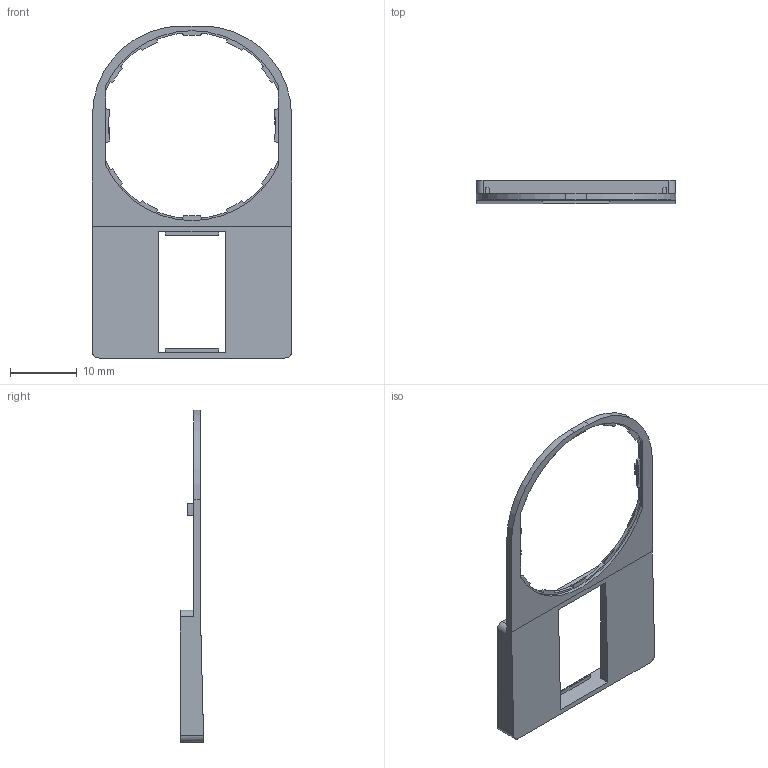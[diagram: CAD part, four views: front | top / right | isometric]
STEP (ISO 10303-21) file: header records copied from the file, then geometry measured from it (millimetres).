
FILE_DESCRIPTION((''),'2;1');
FILE_NAME('QGH8296001_PRT','2018-06-11T',('pdmlink'),('Schneider-Electric'),'PRO/ENGINEER BY PARAMETRIC TECHNOLOGY CORPORATION, 2015440','PRO/ENGINEER BY PARAMETRIC TECHNOLOGY CORPORATION, 2015440','');
FILE_SCHEMA(('CONFIG_CONTROL_DESIGN'));
Length unit declared in the file: millimetre
Products named in the file (1): QGH8296001_PRT
Bounding box: 29.8 x 3.5 x 49.65 mm (x, y, z)
Volume: 923.4 mm3; surface area: 2010 mm2
Topology: 1 solids, 1 shells, 113 faces, 323 edges, 214 vertices
Faces by surface type: plane 69, cylinder 34, cone 10
Entity records: 3797 total; most frequent: CARTESIAN_POINT 770, ORIENTED_EDGE 646, DIRECTION 599, EDGE_CURVE 323, VECTOR 225, LINE 225, VERTEX_POINT 214, AXIS2_PLACEMENT_3D 187
